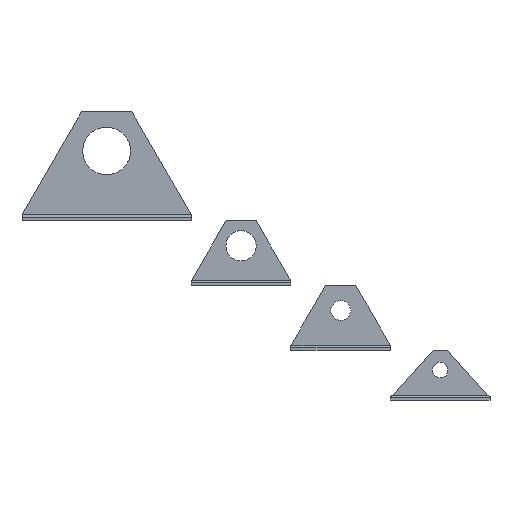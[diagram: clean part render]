
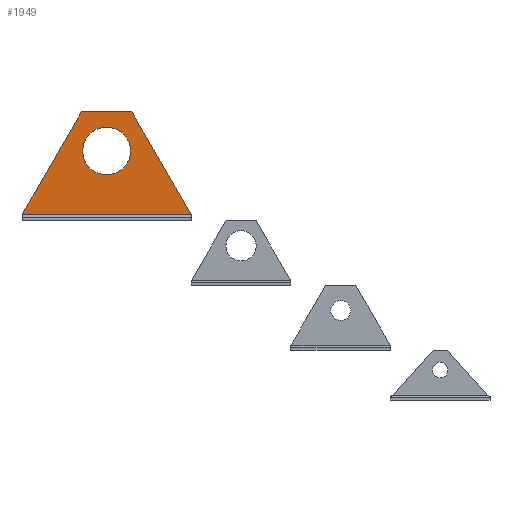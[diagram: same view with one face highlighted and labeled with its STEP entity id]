
A CAD part, left-side view. The second image highlights one B-rep face of the part: STEP entity #1949.
In plain terms, the highlighted planar face has unit normal (-1, 0, 0).
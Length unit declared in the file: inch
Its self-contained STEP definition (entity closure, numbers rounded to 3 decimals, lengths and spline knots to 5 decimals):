
#77=FACE_BOUND($,#462,.T.);
#78=FACE_BOUND($,#463,.T.);
#168=CIRCLE($,#2118,0.6);
#232=PLANE($,#2121);
#462=EDGE_LOOP($,(#1831));
#463=EDGE_LOOP($,(#1832,#1833,#1834,#1835));
#614=LINE($,#4235,#802);
#644=LINE($,#4315,#832);
#648=LINE($,#4323,#836);
#651=LINE($,#4332,#839);
#802=VECTOR($,#2535,4.24701);
#832=VECTOR($,#2623,2.97614);
#836=VECTOR($,#2629,1.27087);
#839=VECTOR($,#2640,2.97614);
#985=VERTEX_POINT($,#3715);
#993=VERTEX_POINT($,#3828);
#1026=VERTEX_POINT($,#4314);
#1029=VERTEX_POINT($,#4322);
#1031=VERTEX_POINT($,#4328);
#1248=EDGE_CURVE($,#985,#993,#614,.T.);
#1290=EDGE_CURVE($,#1026,#985,#644,.T.);
#1294=EDGE_CURVE($,#1029,#1026,#648,.T.);
#1297=EDGE_CURVE($,#1031,#1031,#168,.T.);
#1299=EDGE_CURVE($,#993,#1029,#651,.T.);
#1831=ORIENTED_EDGE($,*,*,#1297,.T.);
#1832=ORIENTED_EDGE($,*,*,#1248,.T.);
#1833=ORIENTED_EDGE($,*,*,#1299,.T.);
#1834=ORIENTED_EDGE($,*,*,#1294,.T.);
#1835=ORIENTED_EDGE($,*,*,#1290,.T.);
#1949=ADVANCED_FACE($,(#77,#78),#232,.T.);
#2118=AXIS2_PLACEMENT_3D($,#4329,#2635,#2636);
#2121=AXIS2_PLACEMENT_3D($,#4334,#2643,#2644);
#2535=DIRECTION($,(0.,-1.,0.));
#2623=DIRECTION($,(0.,0.5,-0.866));
#2629=DIRECTION($,(0.,1.,0.));
#2635=DIRECTION('center_axis',(1.,0.,0.));
#2636=DIRECTION('ref_axis',(0.,0.,
1.));
#2640=DIRECTION($,(0.,0.5,0.866));
#2643=DIRECTION('center_axis',(-1.,0.,0.));
#2644=DIRECTION('ref_axis',(0.,0.,
1.));
#3715=CARTESIAN_POINT('',(0.73491,2.12351,0.0625));
#3828=CARTESIAN_POINT('',(0.73491,-2.12351,0.0625));
#4235=CARTESIAN_POINT($,(0.73491,-1.06175,0.0625));
#4314=CARTESIAN_POINT('',(0.73491,0.63544,2.63991));
#4315=CARTESIAN_POINT($,(0.73491,0.63544,2.63991));
#4322=CARTESIAN_POINT('',(0.73491,-0.63544,2.63991));
#4323=CARTESIAN_POINT($,(0.73491,-0.63544,2.63991));
#4328=CARTESIAN_POINT('',(0.73491,0.,2.25991));
#4329=CARTESIAN_POINT('Origin',(0.73491,0.,
1.65991));
#4332=CARTESIAN_POINT($,(0.73491,-2.125,0.05991));
#4334=CARTESIAN_POINT('Origin',(0.73491,0.,
0.13792));
